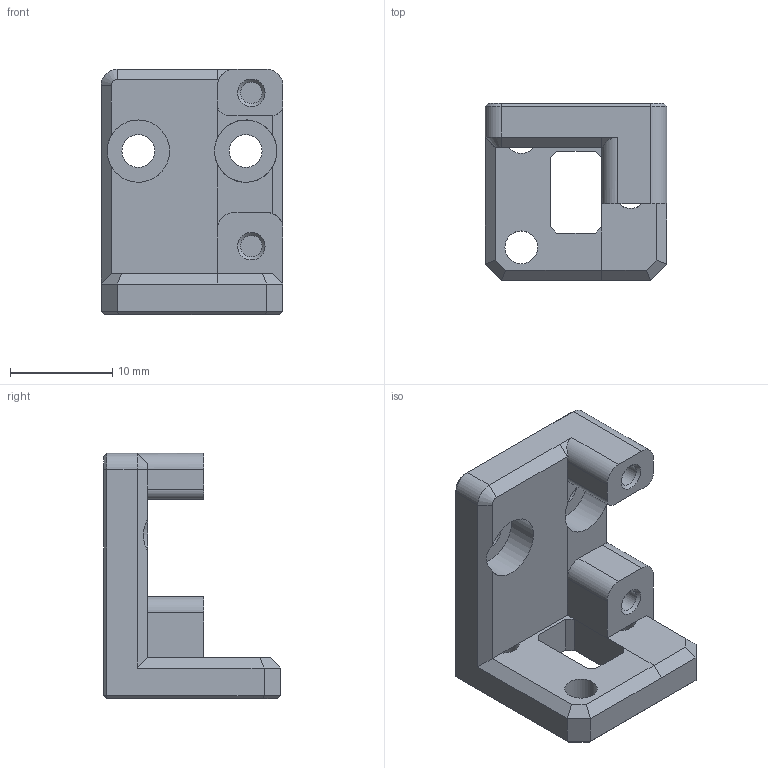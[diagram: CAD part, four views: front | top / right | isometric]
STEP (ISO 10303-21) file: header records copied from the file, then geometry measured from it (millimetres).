
FILE_DESCRIPTION(('FreeCAD Model'),'2;1');
FILE_NAME('Open CASCADE Shape Model','2023-10-22T00:24:11',(''),(''), 'Open CASCADE STEP processor 7.6','FreeCAD','Unknown');
FILE_SCHEMA(('AUTOMOTIVE_DESIGN { 1 0 10303 214 1 1 1 1 }'));
Length unit declared in the file: millimetre
Products named in the file (1): PCB_Klicky_ADXL
Bounding box: 17.8 x 17.3 x 24 mm (x, y, z)
Volume: 2552.9 mm3; surface area: 2170.5 mm2
Topology: 1 solids, 1 shells, 90 faces, 225 edges, 136 vertices
Faces by surface type: plane 62, cylinder 18, cone 10
Full cylindrical faces by diameter (mm): 2.1 x2, 3.2 x5, 6.1 x2
Entity records: 5717 total; most frequent: CARTESIAN_POINT 1127, DIRECTION 875, LINE 569, VECTOR 569, ORIENTED_EDGE 450, PCURVE 450, DEFINITIONAL_REPRESENTATION 450, EDGE_CURVE 225
